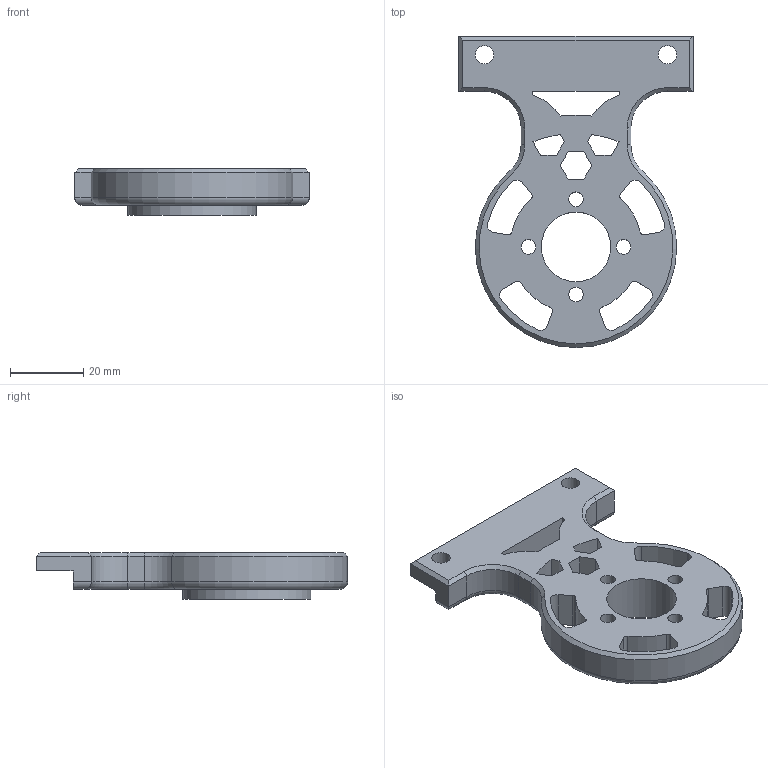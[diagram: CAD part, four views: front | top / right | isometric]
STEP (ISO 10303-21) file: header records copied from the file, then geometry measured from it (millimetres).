
FILE_DESCRIPTION(/* description */ (''),/* implementation_level */ '2;1');
FILE_NAME(/* name */ 'Forearm_short_1.stp',/* time_stamp */ '2021-11-20T17:41:44+01:00',/* author */ ('Teo'),/* organization */ (''),/* preprocessor_version */ 'ST-DEVELOPER v18.1',/* originating_system */ 'Autodesk Inventor 2022',/* authorisation */ '');
FILE_SCHEMA (('AUTOMOTIVE_DESIGN { 1 0 10303 214 3 1 1 }'));
Length unit declared in the file: millimetre
Products named in the file (1): Vez3_lite
Bounding box: 64 x 85 x 12.75 mm (x, y, z)
Volume: 27130.8 mm3; surface area: 13032.1 mm2
Topology: 1 solids, 1 shells, 102 faces, 275 edges, 176 vertices
Faces by surface type: cylinder 48, plane 44, torus 5, cone 5
Full cylindrical faces by diameter (mm): 4 x4, 5 x2, 19 x1, 35 x1
Entity records: 3310 total; most frequent: DIRECTION 587, CARTESIAN_POINT 554, ORIENTED_EDGE 550, EDGE_CURVE 275, AXIS2_PLACEMENT_3D 209, VERTEX_POINT 176, LINE 169, VECTOR 169
